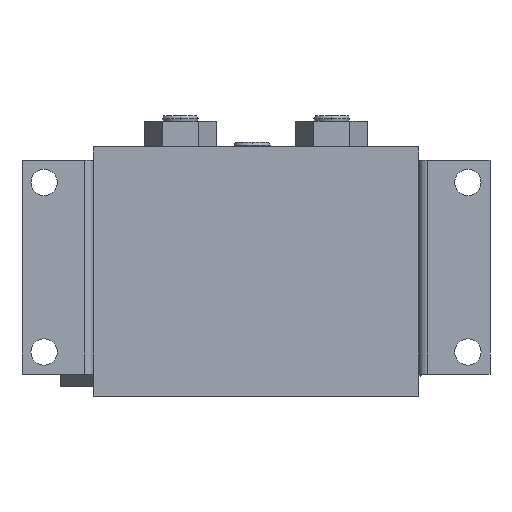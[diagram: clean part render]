
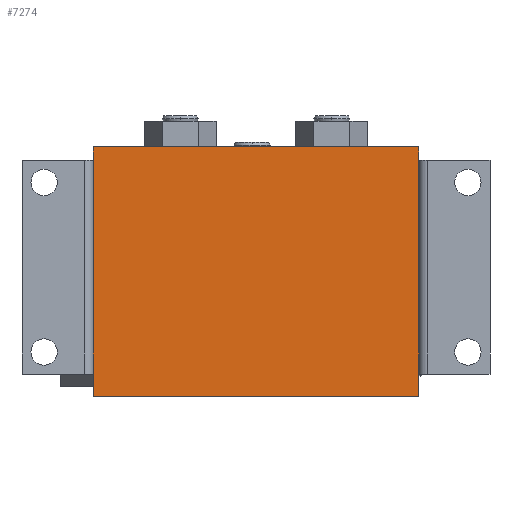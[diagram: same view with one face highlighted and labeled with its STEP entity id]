
A CAD part, front view. The second image highlights one B-rep face of the part: STEP entity #7274.
In plain terms, the highlighted planar face has unit normal (0, -1, 0).
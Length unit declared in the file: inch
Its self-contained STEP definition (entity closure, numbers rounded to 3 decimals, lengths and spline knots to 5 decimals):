
#2390=DIRECTION('',(0.,0.,-1.));
#2391=VECTOR('',#2390,0.19);
#2392=CARTESIAN_POINT('',(4.57,-3.,1.69));
#2393=LINE('',#2392,#2391);
#2406=DIRECTION('',(0.,0.,-1.));
#2407=VECTOR('',#2406,0.31);
#2408=CARTESIAN_POINT('',(4.57,-3.,-1.5));
#2409=LINE('',#2408,#2407);
#2674=DIRECTION('',(0.,0.,-1.));
#2675=VECTOR('',#2674,3.);
#2676=CARTESIAN_POINT('',(4.57,-3.,1.5));
#2677=LINE('',#2676,#2675);
#2678=DIRECTION('',(-1.,0.,0.));
#2679=VECTOR('',#2678,4.57);
#2680=CARTESIAN_POINT('',(4.57,-3.,-1.81));
#2681=LINE('',#2680,#2679);
#2682=DIRECTION('',(0.,0.,1.));
#2683=VECTOR('',#2682,3.);
#2684=CARTESIAN_POINT('',(0.,-3.,-1.5));
#2685=LINE('',#2684,#2683);
#2714=DIRECTION('',(0.,0.,-1.));
#2715=VECTOR('',#2714,0.31);
#2716=CARTESIAN_POINT('',(0.,-3.,-1.5));
#2717=LINE('',#2716,#2715);
#2730=DIRECTION('',(0.,0.,-1.));
#2731=VECTOR('',#2730,0.19);
#2732=CARTESIAN_POINT('',(0.,-3.,1.69));
#2733=LINE('',#2732,#2731);
#3592=DIRECTION('',(-1.,0.,0.));
#3593=VECTOR('',#3592,4.57);
#3594=CARTESIAN_POINT('',(4.57,-3.,1.69));
#3595=LINE('',#3594,#3593);
#5746=CARTESIAN_POINT('',(0.,-3.,-1.81));
#5748=VERTEX_POINT('',#5746);
#5751=CARTESIAN_POINT('',(0.,-3.,1.69));
#5753=VERTEX_POINT('',#5751);
#5754=CARTESIAN_POINT('',(4.57,-3.,-1.81));
#5756=VERTEX_POINT('',#5754);
#5759=CARTESIAN_POINT('',(4.57,-3.,1.69));
#5761=VERTEX_POINT('',#5759);
#6046=CARTESIAN_POINT('',(0.,-3.,-1.5));
#6048=VERTEX_POINT('',#6046);
#6050=CARTESIAN_POINT('',(0.,-3.,1.5));
#6052=VERTEX_POINT('',#6050);
#6098=CARTESIAN_POINT('',(4.57,-3.,1.5));
#6100=VERTEX_POINT('',#6098);
#6102=CARTESIAN_POINT('',(4.57,-3.,-1.5));
#6104=VERTEX_POINT('',#6102);
#7254=CARTESIAN_POINT('',(0.,-3.,-1.81));
#7255=DIRECTION('',(0.,-1.,0.));
#7256=DIRECTION('',(0.,0.,1.));
#7257=AXIS2_PLACEMENT_3D('',#7254,#7255,#7256);
#7258=PLANE('',#7257);
#7259=ORIENTED_EDGE('',*,*,#7246,.T.);
#7260=ORIENTED_EDGE('',*,*,#6926,.T.);
#7262=ORIENTED_EDGE('',*,*,#7261,.T.);
#7264=ORIENTED_EDGE('',*,*,#7263,.F.);
#7266=ORIENTED_EDGE('',*,*,#7265,.T.);
#7268=ORIENTED_EDGE('',*,*,#7267,.F.);
#7270=ORIENTED_EDGE('',*,*,#7269,.F.);
#7271=ORIENTED_EDGE('',*,*,#6918,.T.);
#7272=EDGE_LOOP('',(#7259,#7260,#7262,#7264,#7266,#7268,#7270,#7271));
#7273=FACE_OUTER_BOUND('',#7272,.F.);
#7274=ADVANCED_FACE('',(#7273),#7258,.T.);
#6918=EDGE_CURVE('',#5761,#6100,#2393,.T.);
#6926=EDGE_CURVE('',#6104,#5756,#2409,.T.);
#7246=EDGE_CURVE('',#6100,#6104,#2677,.T.);
#7261=EDGE_CURVE('',#5756,#5748,#2681,.T.);
#7263=EDGE_CURVE('',#6048,#5748,#2717,.T.);
#7265=EDGE_CURVE('',#6048,#6052,#2685,.T.);
#7267=EDGE_CURVE('',#5753,#6052,#2733,.T.);
#7269=EDGE_CURVE('',#5761,#5753,#3595,.T.);
